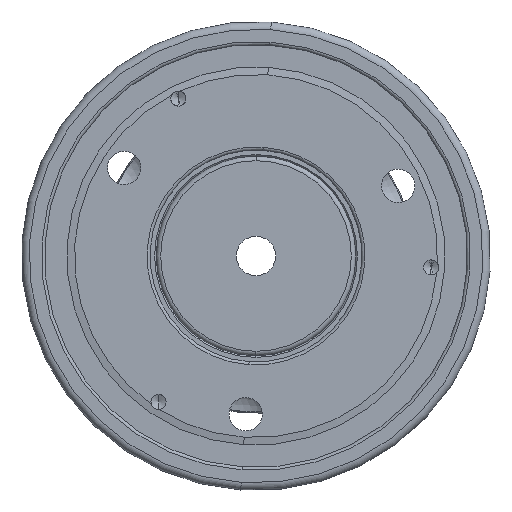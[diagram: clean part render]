
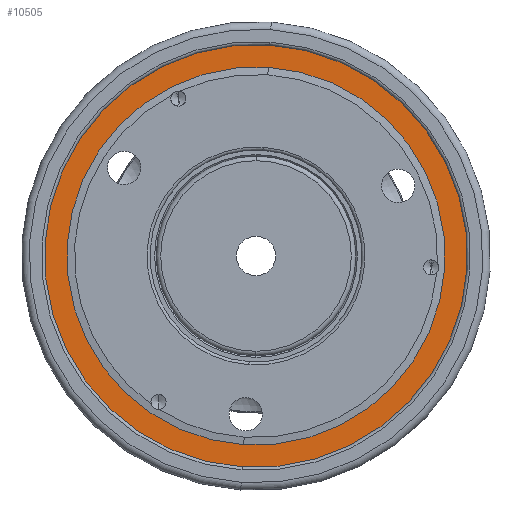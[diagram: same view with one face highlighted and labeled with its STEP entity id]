
A CAD part, front view. The second image highlights one B-rep face of the part: STEP entity #10505.
In plain terms, the highlighted planar face has unit normal (0, -1, 0).
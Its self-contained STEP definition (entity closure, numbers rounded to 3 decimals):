
#212 = VERTEX_POINT ( 'NONE', #5871 ) ;
#820 = EDGE_CURVE ( 'NONE', #1832, #1245, #15138, .T. ) ;
#910 = VERTEX_POINT ( 'NONE', #14803 ) ;
#1110 = CARTESIAN_POINT ( 'NONE',  ( 0., 22.9, 0. ) ) ;
#1245 = VERTEX_POINT ( 'NONE', #12968 ) ;
#1832 = VERTEX_POINT ( 'NONE', #5634 ) ;
#2398 = DIRECTION ( 'NONE',  ( 0.065, 0., 0.998 ) ) ;
#2568 = CARTESIAN_POINT ( 'NONE',  ( 0., 22.9, 0. ) ) ;
#3516 = AXIS2_PLACEMENT_3D ( 'NONE', #1110, #10018, #2398 ) ;
#3883 = DIRECTION ( 'NONE',  ( 0.065, 0., 0.998 ) ) ;
#4110 = EDGE_LOOP ( 'NONE', ( #5157, #5252 ) ) ;
#5157 = ORIENTED_EDGE ( 'NONE', *, *, #14082, .T. ) ;
#5252 = ORIENTED_EDGE ( 'NONE', *, *, #11302, .T. ) ;
#5634 = CARTESIAN_POINT ( 'NONE',  ( 4.58, 22.9, 70.05 ) ) ;
#5854 = AXIS2_PLACEMENT_3D ( 'NONE', #15815, #15818, #15264 ) ;
#5871 = CARTESIAN_POINT ( 'NONE',  ( -4.078, 22.9, -62.367 ) ) ;
#6201 = DIRECTION ( 'NONE',  ( 0., -1., 0. ) ) ;
#6336 = CIRCLE ( 'NONE', #7665, 62.5 ) ;
#6460 = CIRCLE ( 'NONE', #3516, 70.2 ) ;
#7133 = CARTESIAN_POINT ( 'NONE',  ( 0., 22.9, 0. ) ) ;
#7148 = ORIENTED_EDGE ( 'NONE', *, *, #820, .F. ) ;
#7665 = AXIS2_PLACEMENT_3D ( 'NONE', #2568, #11485, #3883 ) ;
#8156 = FACE_OUTER_BOUND ( 'NONE', #15506, .T. ) ;
#8414 = DIRECTION ( 'NONE',  ( 0.065, 0., 0.998 ) ) ;
#8909 = CIRCLE ( 'NONE', #9525, 62.5 ) ;
#9525 = AXIS2_PLACEMENT_3D ( 'NONE', #7133, #16025, #8414 ) ;
#10018 = DIRECTION ( 'NONE',  ( 0., 1., 0. ) ) ;
#10505 = ADVANCED_FACE ( 'NONE', ( #11154, #8156 ), #13775, .T. ) ;
#11154 = FACE_BOUND ( 'NONE', #4110, .T. ) ;
#11302 = EDGE_CURVE ( 'NONE', #212, #910, #8909, .T. ) ;
#11485 = DIRECTION ( 'NONE',  ( 0., 1., 0. ) ) ;
#11660 = AXIS2_PLACEMENT_3D ( 'NONE', #13832, #6201, #15099 ) ;
#12137 = EDGE_CURVE ( 'NONE', #1245, #1832, #6460, .T. ) ;
#12968 = CARTESIAN_POINT ( 'NONE',  ( -4.58, 22.9, -70.05 ) ) ;
#13181 = ORIENTED_EDGE ( 'NONE', *, *, #12137, .F. ) ;
#13775 = PLANE ( 'NONE',  #11660 ) ;
#13832 = CARTESIAN_POINT ( 'NONE',  ( -62.367, 22.9, 4.078 ) ) ;
#14082 = EDGE_CURVE ( 'NONE', #910, #212, #6336, .T. ) ;
#14803 = CARTESIAN_POINT ( 'NONE',  ( 4.078, 22.9, 62.367 ) ) ;
#15099 = DIRECTION ( 'NONE',  ( -0.065, 0., -0.998 ) ) ;
#15138 = CIRCLE ( 'NONE', #5854, 70.2 ) ;
#15264 = DIRECTION ( 'NONE',  ( 0.065, 0., 0.998 ) ) ;
#15506 = EDGE_LOOP ( 'NONE', ( #7148, #13181 ) ) ;
#15815 = CARTESIAN_POINT ( 'NONE',  ( 0., 22.9, 0. ) ) ;
#15818 = DIRECTION ( 'NONE',  ( 0., 1., 0. ) ) ;
#16025 = DIRECTION ( 'NONE',  ( 0., 1., 0. ) ) ;
